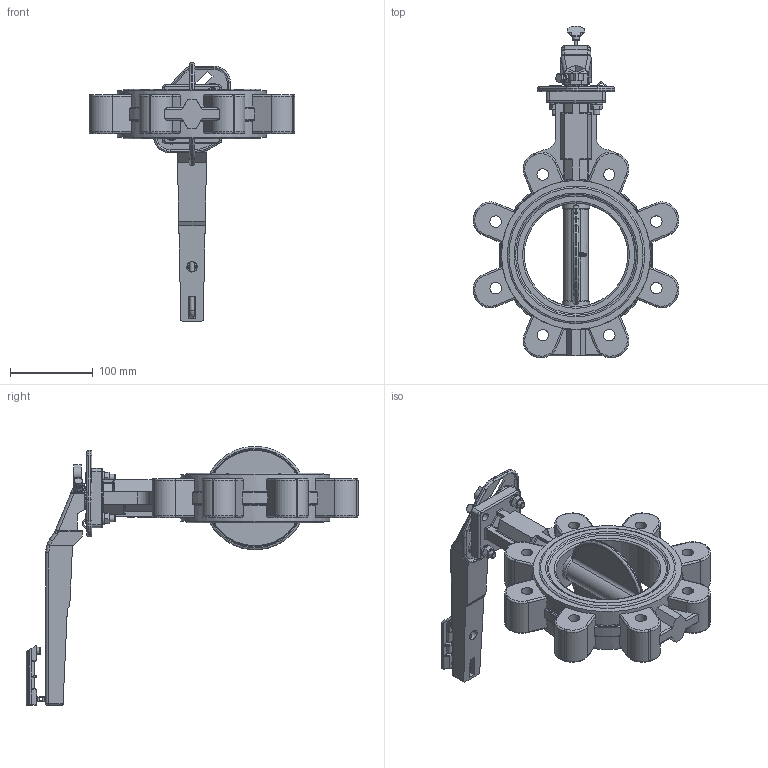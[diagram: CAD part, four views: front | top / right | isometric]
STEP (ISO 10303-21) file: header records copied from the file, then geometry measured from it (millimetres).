
FILE_DESCRIPTION((''),'2;1');
FILE_NAME('WM125340E125.stp','2012-05-11T03:03:24',('RL'),(''),'Autodesk Inventor 2012','Autodesk Inventor 2012','');
FILE_SCHEMA(('AUTOMOTIVE_DESIGN { 1 0 10303 214 1 1 1 1 }'));
Length unit declared in the file: millimetre
Products named in the file (1): WM125340E125
Bounding box: 248.6 x 400.94 x 312.76 mm (x, y, z)
Volume: 1899419.8 mm3; surface area: 331629.8 mm2
Topology: 14 solids, 14 shells, 1064 faces, 2747 edges, 1722 vertices
Faces by surface type: plane 413, cylinder 318, torus 136, bspline 120, cone 49, sphere 28
Full cylindrical faces by diameter (mm): 4.2 x1, 4.917 x1, 6 x6, 6.647 x3, 8 x2, 8.5 x3, 8.88 x1, 10 x4, 11.63 x2, 12.5 x1, 13.835 x8, 23.002 x1, 28 x1, 32 x1, 33 x4, 125 x1, 166 x2
Entity records: 35545 total; most frequent: CARTESIAN_POINT 10432, ORIENTED_EDGE 5230, DIRECTION 5072, EDGE_CURVE 2615, AXIS2_PLACEMENT_3D 1940, VERTEX_POINT 1684, EDGE_LOOP 1255, VECTOR 1192
